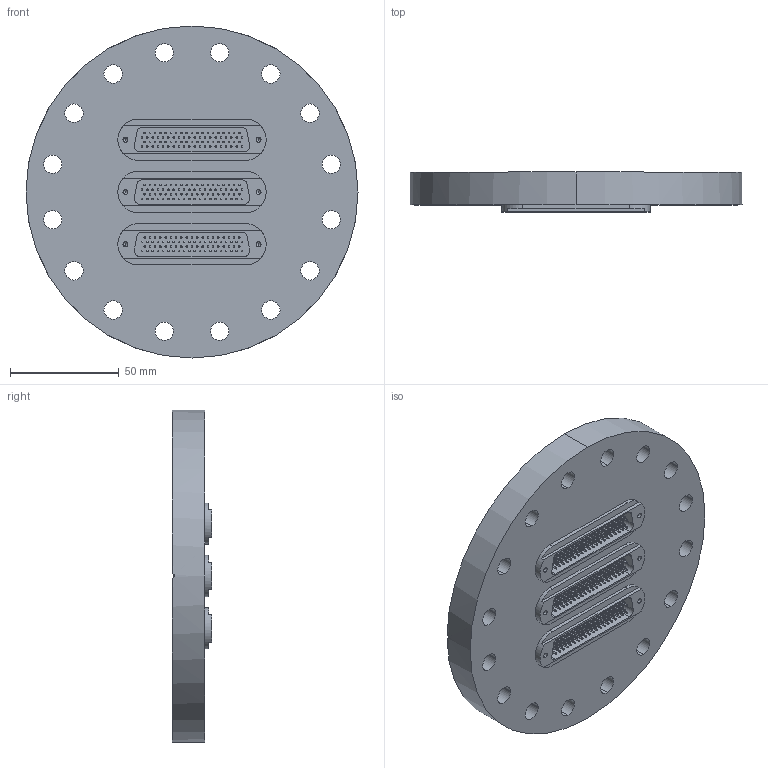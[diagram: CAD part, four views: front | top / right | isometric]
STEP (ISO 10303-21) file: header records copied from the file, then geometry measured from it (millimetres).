
FILE_DESCRIPTION (( 'STEP AP214' ), '1' );
FILE_NAME ('210-HD78-C100-3.STEP', '2016-09-21T13:04:55', ( 'allectra' ), ( 'Microsoft' ), 'SwSTEP 2.0', 'SolidWorks 2014', '' );
FILE_SCHEMA (( 'AUTOMOTIVE_DESIGN' ));
Length unit declared in the file: millimetre
Products named in the file (243): 9210-PIN-FENI-0.7; 9210-PIN-FENI-0.7_vergoldet; 9218-HDX-SS_78 pol. 0,7mm Bohrung; 9210-D50-C100-3_CF100; 9218-HDX-SS; 9210-D50-C100-3; 210-HD78-C100-3; 218-HDX-SS_218-HD78-SS
Assembly tree (83 placements, depth 3):
  9210-PIN-FENI-0.7
  9210-PIN-FENI-0.7
  9210-PIN-FENI-0.7
  9210-PIN-FENI-0.7
  9210-PIN-FENI-0.7
Bounding box: 152.4 x 18.2 x 152.4 mm (x, y, z)
Volume: 230197 mm3; surface area: 79097.4 mm2
Topology: 238 solids, 238 shells, 1609 faces, 4748 edges, 3144 vertices
Faces by surface type: cylinder 1040, sphere 468, plane 73, cone 28
Entity records: 12860 total; most frequent: DIRECTION 1912, CARTESIAN_POINT 1671, ORIENTED_EDGE 1508, AXIS2_PLACEMENT_3D 807, EDGE_CURVE 754, VERTEX_POINT 500, APPLICATION_CONTEXT 486, APPLICATION_PROTOCOL_DEFINITION 486
